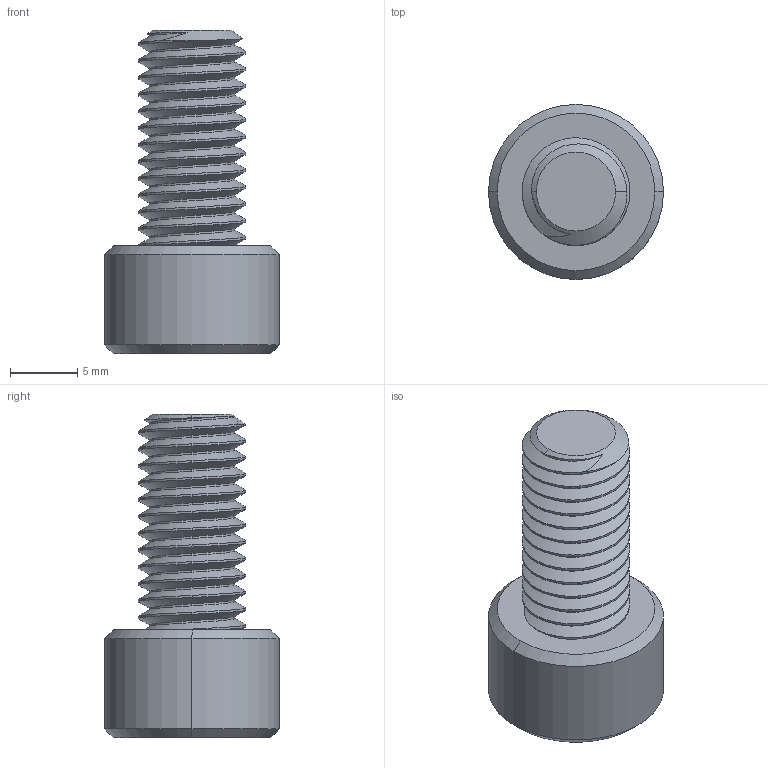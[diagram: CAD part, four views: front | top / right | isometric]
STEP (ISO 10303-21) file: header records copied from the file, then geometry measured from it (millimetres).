
FILE_DESCRIPTION (( 'STEP AP203' ), '1' );
FILE_NAME ('90035A131_High-Strength A286 Stainless Steel Socket Head Screw.STEP', '2021-09-14T19:19:00', ( 'Administrator' ), ( 'Managed by Terraform' ), 'SwSTEP 2.0', 'SolidWorks 2017', '' );
FILE_SCHEMA (( 'CONFIG_CONTROL_DESIGN' ));
Length unit declared in the file: millimetre
Products named in the file (1): 90035A131_High-Strength A286 Stainless Steel Socket Head Screw
Bounding box: 13 x 13 x 24 mm (x, y, z)
Volume: 1553.1 mm3; surface area: 1267 mm2
Topology: 1 solids, 1 shells, 80 faces, 212 edges, 136 vertices
Faces by surface type: cylinder 55, cone 13, plane 10, bspline 2
Entity records: 3861 total; most frequent: CARTESIAN_POINT 2128, ORIENTED_EDGE 424, DIRECTION 276, EDGE_CURVE 212, VERTEX_POINT 136, AXIS2_PLACEMENT_3D 102, EDGE_LOOP 82, ADVANCED_FACE 80
